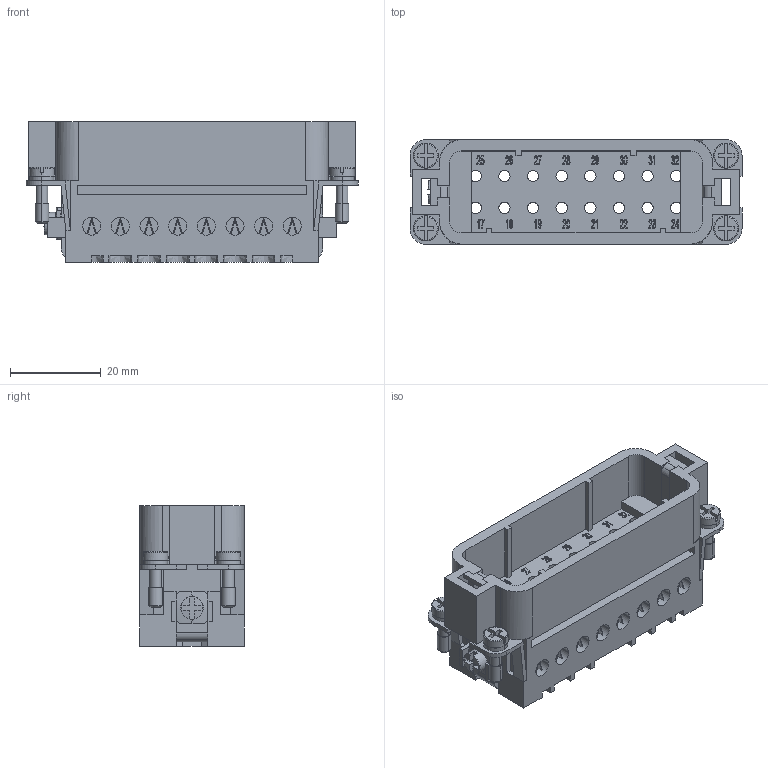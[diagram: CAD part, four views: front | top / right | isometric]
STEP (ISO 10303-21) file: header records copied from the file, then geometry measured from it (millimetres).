
FILE_DESCRIPTION((''),'2;1');
FILE_NAME('CDCM 16 N.stp','2006-11-09T10:12:00',('gembarski'),(''),'Autodesk Inventor 7','Autodesk Inventor 7','');
FILE_SCHEMA(('AUTOMOTIVE_DESIGN { 1 0 10303 214 1 1 1 1 }'));
Length unit declared in the file: millimetre
Products named in the file (1): CDCM 16 N
Bounding box: 73 x 23 x 31 mm (x, y, z)
Volume: 23769.4 mm3; surface area: 18176.6 mm2
Topology: 17 solids, 17 shells, 1731 faces, 4672 edges, 3047 vertices
Faces by surface type: bspline 886, plane 689, cylinder 140, torus 8, sphere 4, cone 4
Entity records: 59768 total; most frequent: CARTESIAN_POINT 20903, ORIENTED_EDGE 9352, DIRECTION 5649, EDGE_CURVE 4676, VERTEX_POINT 3047, VECTOR 2883, LINE 2883, EDGE_LOOP 1889
